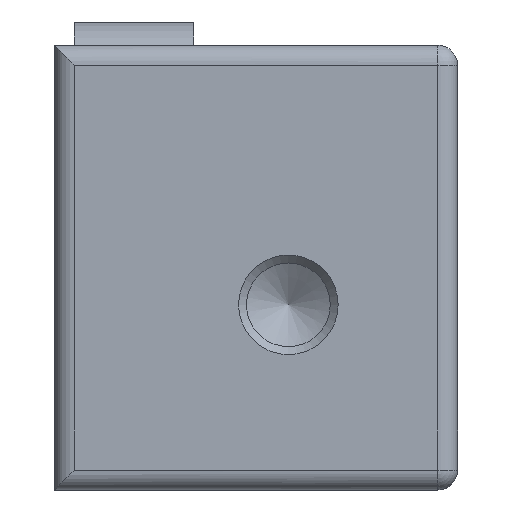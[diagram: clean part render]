
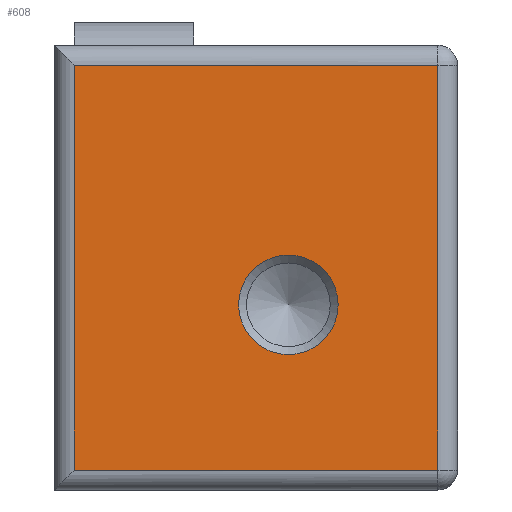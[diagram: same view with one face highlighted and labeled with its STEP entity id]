
A CAD part, front view. The second image highlights one B-rep face of the part: STEP entity #608.
In plain terms, the highlighted planar face has unit normal (0, -1, 0).
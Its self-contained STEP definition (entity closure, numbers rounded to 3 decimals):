
#290=FACE_BOUND('',#1162,.T.);
#291=FACE_BOUND('',#1163,.T.);
#405=CIRCLE('',#4158,2.5);
#608=ADVANCED_FACE('',(#290,#291),#852,.T.);
#852=PLANE('',#4159);
#1162=EDGE_LOOP('',(#1606,#1607,#1608,#1609));
#1163=EDGE_LOOP('',(#1610));
#1606=ORIENTED_EDGE('',*,*,#3108,.T.);
#1607=ORIENTED_EDGE('',*,*,#3109,.T.);
#1608=ORIENTED_EDGE('',*,*,#3110,.T.);
#1609=ORIENTED_EDGE('',*,*,#3111,.T.);
#1610=ORIENTED_EDGE('',*,*,#3112,.F.);
#2737=VERTEX_POINT('',#6293);
#2738=VERTEX_POINT('',#6294);
#2739=VERTEX_POINT('',#6296);
#2740=VERTEX_POINT('',#6298);
#2741=VERTEX_POINT('',#6301);
#3108=EDGE_CURVE('',#2737,#2738,#3583,.T.);
#3109=EDGE_CURVE('',#2738,#2739,#3584,.T.);
#3110=EDGE_CURVE('',#2739,#2740,#3585,.T.);
#3111=EDGE_CURVE('',#2740,#2737,#3586,.T.);
#3112=EDGE_CURVE('',#2741,#2741,#405,.T.);
#3583=LINE('',#6292,#3861);
#3584=LINE('',#6295,#3862);
#3585=LINE('',#6297,#3863);
#3586=LINE('',#6299,#3864);
#3861=VECTOR('',#4818,1.);
#3862=VECTOR('',#4819,1.);
#3863=VECTOR('',#4820,1.);
#3864=VECTOR('',#4821,1.);
#4158=AXIS2_PLACEMENT_3D('',#6300,#4822,#4823);
#4159=AXIS2_PLACEMENT_3D('',#6302,#4824,#4825);
#4818=DIRECTION('',(0.,0.,-1.));
#4819=DIRECTION('',(1.,0.,0.));
#4820=DIRECTION('',(0.,0.,1.));
#4821=DIRECTION('',(-1.,0.,0.));
#4822=DIRECTION('',(0.,-1.,0.));
#4823=DIRECTION('',(0.,0.,-1.));
#4824=DIRECTION('',(0.,-1.,0.));
#4825=DIRECTION('',(0.,0.,-1.));
#6292=CARTESIAN_POINT('',(21.25,0.,0.));
#6293=CARTESIAN_POINT('',(21.25,0.,23.33));
#6294=CARTESIAN_POINT('',(21.25,0.,3.));
#6295=CARTESIAN_POINT('',(20.,0.,3.));
#6296=CARTESIAN_POINT('',(39.5,0.,3.));
#6297=CARTESIAN_POINT('',(39.5,0.,0.));
#6298=CARTESIAN_POINT('',(39.5,0.,23.33));
#6299=CARTESIAN_POINT('',(20.,0.,23.33));
#6300=CARTESIAN_POINT('',(32.,0.,11.3));
#6301=CARTESIAN_POINT('',(32.,0.,8.8));
#6302=CARTESIAN_POINT('',(20.,0.,0.));
